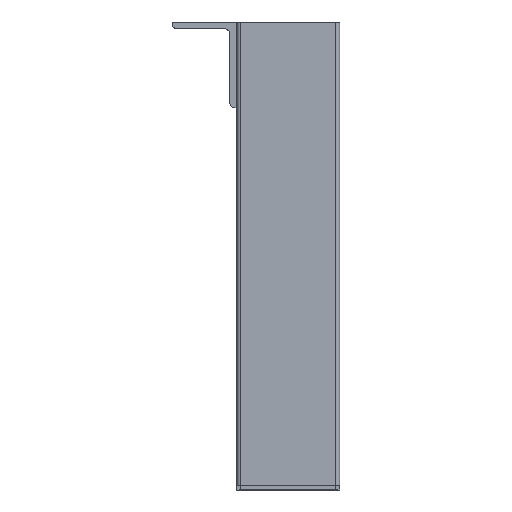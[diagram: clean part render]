
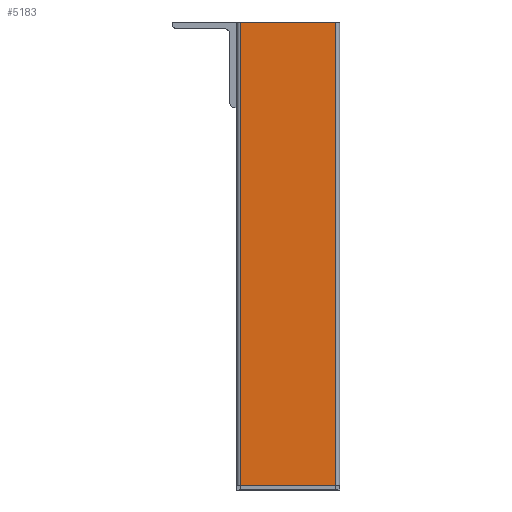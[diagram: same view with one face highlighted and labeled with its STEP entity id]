
A CAD part, left-side view. The second image highlights one B-rep face of the part: STEP entity #5183.
In plain terms, the highlighted planar face has unit normal (-1, 0, 0).
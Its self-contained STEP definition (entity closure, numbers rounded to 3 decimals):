
#270 = EDGE_CURVE ( 'NONE', #4050, #3987, #4853, .T. ) ;
#276 = EDGE_CURVE ( 'NONE', #4022, #4050, #4863, .T. ) ;
#297 = EDGE_CURVE ( 'NONE', #4022, #4064, #4876, .T. ) ;
#300 = EDGE_CURVE ( 'NONE', #4064, #3987, #4899, .T. ) ;
#730 = ORIENTED_EDGE ( 'NONE', *, *, #300, .T. ) ;
#731 = ORIENTED_EDGE ( 'NONE', *, *, #270, .F. ) ;
#732 = ORIENTED_EDGE ( 'NONE', *, *, #297, .T. ) ;
#737 = ORIENTED_EDGE ( 'NONE', *, *, #276, .F. ) ;
#1161 = AXIS2_PLACEMENT_3D ( 'NONE', #2537, #2542, #2543 ) ;
#1811 = CARTESIAN_POINT ( 'NONE',  ( -30., -55.5, 0. ) ) ;
#1846 = CARTESIAN_POINT ( 'NONE',  ( -30., 55.5, -540. ) ) ;
#1874 = CARTESIAN_POINT ( 'NONE',  ( -30., 55.5, 0. ) ) ;
#1888 = CARTESIAN_POINT ( 'NONE',  ( -30., -55.5, -540. ) ) ;
#2537 = CARTESIAN_POINT ( 'NONE',  ( -30., 55.5, -540. ) ) ;
#2539 = PLANE ( 'NONE',  #1161 ) ;
#2542 = DIRECTION ( 'NONE',  ( -1., 0., 0. ) ) ;
#2543 = DIRECTION ( 'NONE',  ( 0., -1., 0. ) ) ;
#3269 = FACE_OUTER_BOUND ( 'NONE', #4566, .T. ) ;
#3605 = DIRECTION ( 'NONE',  ( 0., 0., 1. ) ) ;
#3610 = CARTESIAN_POINT ( 'NONE',  ( -30., -55.5, -540. ) ) ;
#3615 = DIRECTION ( 'NONE',  ( 0., -1., 0. ) ) ;
#3616 = CARTESIAN_POINT ( 'NONE',  ( -30., 55.5, -540. ) ) ;
#3670 = DIRECTION ( 'NONE',  ( 0., 0., 1. ) ) ;
#3678 = CARTESIAN_POINT ( 'NONE',  ( -30., 55.5, -540. ) ) ;
#3691 = DIRECTION ( 'NONE',  ( 0., -1., 0. ) ) ;
#3702 = CARTESIAN_POINT ( 'NONE',  ( -30., 55.5, 0. ) ) ;
#3987 = VERTEX_POINT ( 'NONE', #1811 ) ;
#4022 = VERTEX_POINT ( 'NONE', #1846 ) ;
#4050 = VERTEX_POINT ( 'NONE', #1874 ) ;
#4064 = VERTEX_POINT ( 'NONE', #1888 ) ;
#4566 = EDGE_LOOP ( 'NONE', ( #731, #737, #732, #730 ) ) ;
#4848 = VECTOR ( 'NONE', #3691, 1000. ) ;
#4853 = LINE ( 'NONE', #3702, #4848 ) ;
#4861 = VECTOR ( 'NONE', #3670, 1000. ) ;
#4863 = LINE ( 'NONE', #3678, #4861 ) ;
#4876 = LINE ( 'NONE', #3616, #4888 ) ;
#4888 = VECTOR ( 'NONE', #3615, 1000. ) ;
#4899 = LINE ( 'NONE', #3610, #4902 ) ;
#4902 = VECTOR ( 'NONE', #3605, 1000. ) ;
#5183 = ADVANCED_FACE ( 'NONE', ( #3269 ), #2539, .T. ) ;
